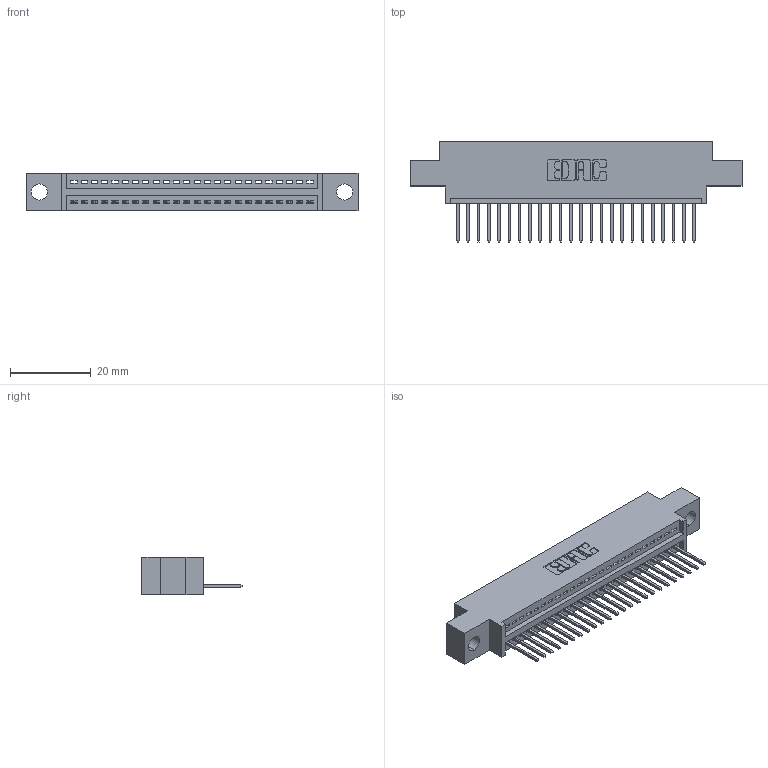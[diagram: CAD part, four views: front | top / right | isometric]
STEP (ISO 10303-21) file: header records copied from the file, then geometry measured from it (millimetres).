
FILE_DESCRIPTION (( 'STEP AP203' ), '1' );
FILE_NAME ('345-024-523-604.STEP', '2021-05-26T14:27:51', ( '' ), ( '' ), 'SwSTEP 2.0', 'SolidWorks 2020', '' );
FILE_SCHEMA (( 'CONFIG_CONTROL_DESIGN' ));
Length unit declared in the file: inch
Products named in the file (3): 345-292-001_345-293-123; 345-024-523-604; 345 Part_0.170 Offset - 0.156 Dia-TI
Assembly tree (25 placements, depth 2):
  345-024-523-604
    345 Part_0.170 Offset - 0.156 Dia-TI
    345-292-001_345-293-123  x24
Bounding box: 82.17 x 24.82 x 9.4 mm (x, y, z)
Volume: 7428.4 mm3; surface area: 9622.2 mm2
Topology: 25 solids, 25 shells, 1536 faces, 4613 edges, 3042 vertices
Faces by surface type: plane 1058, cylinder 478
Entity records: 21055 total; most frequent: CARTESIAN_POINT 3658, ORIENTED_EDGE 3614, DIRECTION 3219, EDGE_CURVE 1807, LINE 1579, VECTOR 1579, VERTEX_POINT 1202, AXIS2_PLACEMENT_3D 820
